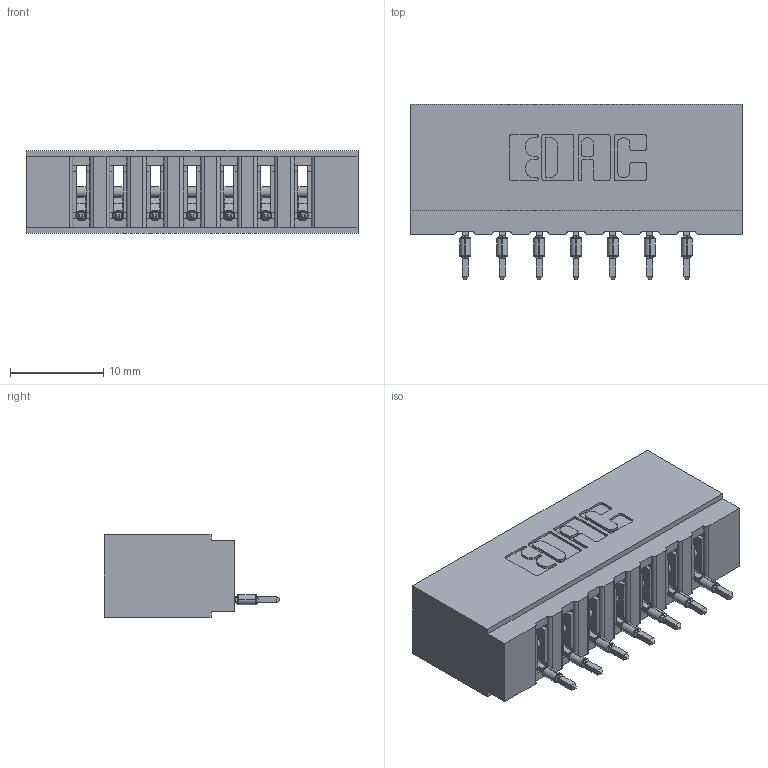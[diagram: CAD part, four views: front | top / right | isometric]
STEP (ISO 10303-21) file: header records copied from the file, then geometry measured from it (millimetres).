
FILE_DESCRIPTION (( 'STEP AP203' ), '1' );
FILE_NAME ('717-007-520-101.STEP', '2026-02-20T19:54:26', ( '' ), ( '' ), 'SwSTEP 2.0', 'SolidWorks 2023', '' );
FILE_SCHEMA (( 'CONFIG_CONTROL_DESIGN' ));
Length unit declared in the file: millimetre
Products named in the file (3): 745-292-001_520; 717-007-520-101; 717 Part_Insulator Option - 06
Assembly tree (8 placements, depth 2):
  717-007-520-101
    717 Part_Insulator Option - 06
    745-292-001_520  x7
Bounding box: 35.61 x 18.78 x 8.89 mm (x, y, z)
Volume: 3155.9 mm3; surface area: 4003.1 mm2
Topology: 8 solids, 8 shells, 885 faces, 2428 edges, 1538 vertices
Faces by surface type: plane 530, cylinder 173, bspline 140, torus 42
Entity records: 16501 total; most frequent: CARTESIAN_POINT 3408, ORIENTED_EDGE 2780, DIRECTION 2446, EDGE_CURVE 1390, VECTOR 1166, LINE 1166, VERTEX_POINT 890, AXIS2_PLACEMENT_3D 640
